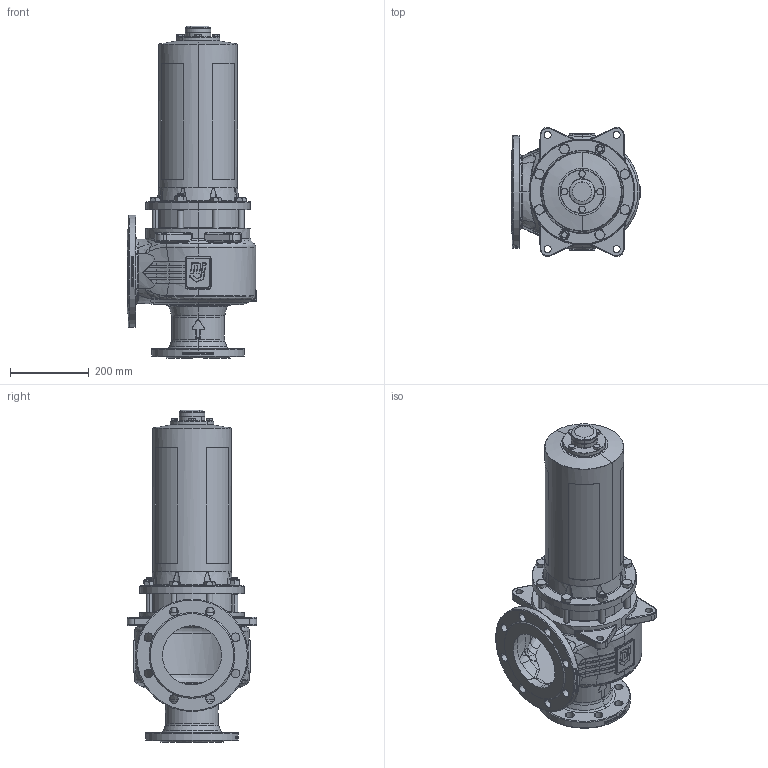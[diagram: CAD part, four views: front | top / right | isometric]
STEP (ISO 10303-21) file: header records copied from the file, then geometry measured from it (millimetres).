
FILE_DESCRIPTION(('HOOPS Exchange Step'),'2;1');
FILE_NAME('SF0402_DN100_DN100-150.stp','2025-06-26T08:45:51+02:00',('nieru'),('Unknown organisation'),'HOOPS Exchange 2024.2','HOOPS Exchange','Unknown authorisation');
FILE_SCHEMA( ('AP203_CONFIGURATION_CONTROLLED_3D_DESIGN_OF_MECHANICAL_PARTS_AND_ASSEMBLIES_MIM_LF') );
Length unit declared in the file: millimetre
Products named in the file (2): 0; root
Assembly tree (1 placements, depth 2):
  root
    0
Bounding box: 329 x 327.98 x 843 mm (x, y, z)
Volume: 7871302.5 mm3; surface area: 1667026.1 mm2
Topology: 20 solids, 20 shells, 2165 faces, 5393 edges, 3294 vertices
Faces by surface type: bspline 754, plane 537, cylinder 399, cone 236, torus 138, extrusion 100, sphere 1
Full cylindrical faces by diameter (mm): 63 x1, 65 x1
Entity records: 164100 total; most frequent: CARTESIAN_POINT 119892, ORIENTED_EDGE 10616, DIRECTION 6716, EDGE_CURVE 5308, VERTEX_POINT 3294, AXIS2_PLACEMENT_3D 2611, B_SPLINE_CURVE_WITH_KNOTS 2593, EDGE_LOOP 2370
